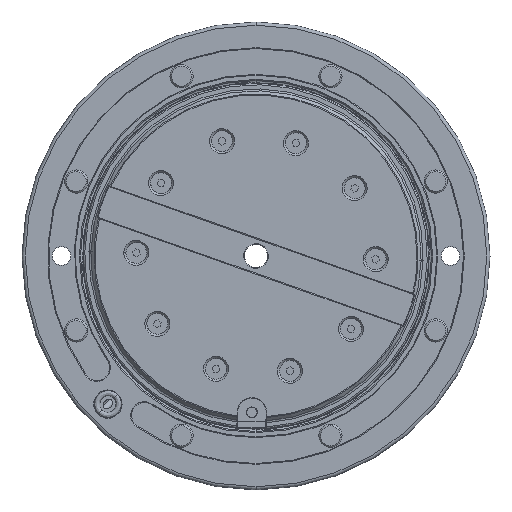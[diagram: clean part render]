
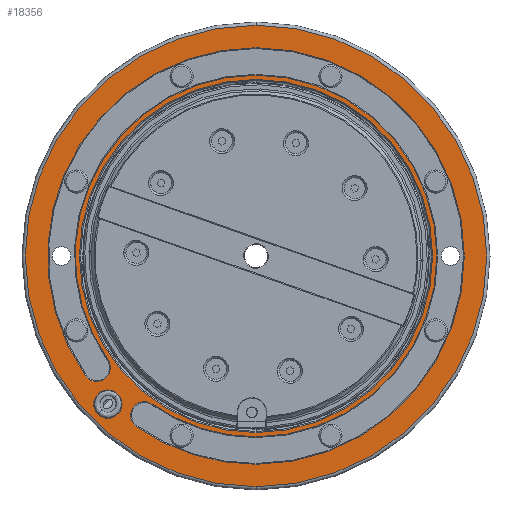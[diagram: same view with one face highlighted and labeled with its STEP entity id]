
A CAD part, left-side view. The second image highlights one B-rep face of the part: STEP entity #18356.
In plain terms, the highlighted planar face has unit normal (-1, 0, 0).
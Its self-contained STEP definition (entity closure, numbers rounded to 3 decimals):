
#20 = EDGE_CURVE ( 'NONE', #4449, #19465, #11757, .T. ) ;
#211 = DIRECTION ( 'NONE',  ( 1., 0., 0. ) ) ;
#219 = DIRECTION ( 'NONE',  ( -1., 0., 0. ) ) ;
#223 = AXIS2_PLACEMENT_3D ( 'NONE', #12498, #3400, #14008 ) ;
#266 = VERTEX_POINT ( 'NONE', #12473 ) ;
#288 = DIRECTION ( 'NONE',  ( 1., 0., 0. ) ) ;
#658 = CIRCLE ( 'NONE', #223, 76.55 ) ;
#709 = DIRECTION ( 'NONE',  ( 1., 0., 0. ) ) ;
#1340 = CARTESIAN_POINT ( 'NONE',  ( -128.535, 108.132, 117.553 ) ) ;
#1377 = CARTESIAN_POINT ( 'NONE',  ( -128.535, 108.132, 112.353 ) ) ;
#1474 = ORIENTED_EDGE ( 'NONE', *, *, #17239, .T. ) ;
#1927 = DIRECTION ( 'NONE',  ( 1., 0., 0. ) ) ;
#2009 = CARTESIAN_POINT ( 'NONE',  ( -128.535, 97.592, 109.294 ) ) ;
#2095 = AXIS2_PLACEMENT_3D ( 'NONE', #5481, #16124, #6991 ) ;
#2187 = CARTESIAN_POINT ( 'NONE',  ( -128.535, 53.685, 172. ) ) ;
#2211 = CARTESIAN_POINT ( 'NONE',  ( -128.535, 53.685, 172. ) ) ;
#2289 = ORIENTED_EDGE ( 'NONE', *, *, #8991, .T. ) ;
#2290 = FACE_BOUND ( 'NONE', #16987, .T. ) ;
#2561 = CARTESIAN_POINT ( 'NONE',  ( -128.535, 53.685, 256.8 ) ) ;
#2562 = EDGE_CURVE ( 'NONE', #15411, #266, #8875, .T. ) ;
#2774 = FACE_BOUND ( 'NONE', #8072, .T. ) ;
#2820 = ORIENTED_EDGE ( 'NONE', *, *, #12358, .T. ) ;
#2874 = DIRECTION ( 'NONE',  ( 0., 0., 1. ) ) ;
#3057 = PLANE ( 'NONE',  #15012 ) ;
#3400 = DIRECTION ( 'NONE',  ( 1., 0., 0. ) ) ;
#3606 = ORIENTED_EDGE ( 'NONE', *, *, #17857, .T. ) ;
#3614 = DIRECTION ( 'NONE',  ( 1., 0., 0. ) ) ;
#3713 = DIRECTION ( 'NONE',  ( 0., 0., 1. ) ) ;
#3735 = DIRECTION ( 'NONE',  ( 0., 0., -1. ) ) ;
#3743 = VERTEX_POINT ( 'NONE', #9719 ) ;
#3940 = CIRCLE ( 'NONE', #9660, 66.45 ) ;
#3942 = VERTEX_POINT ( 'NONE', #1377 ) ;
#4292 = AXIS2_PLACEMENT_3D ( 'NONE', #11009, #1927, #12564 ) ;
#4449 = VERTEX_POINT ( 'NONE', #2561 ) ;
#4569 = DIRECTION ( 'NONE',  ( 0., 0., 1. ) ) ;
#4580 = DIRECTION ( 'NONE',  ( 1., 0., 0. ) ) ;
#4865 = AXIS2_PLACEMENT_3D ( 'NONE', #12723, #3614, #14234 ) ;
#5060 = ORIENTED_EDGE ( 'NONE', *, *, #20, .T. ) ;
#5174 = CIRCLE ( 'NONE', #16919, 5.05 ) ;
#5234 = CARTESIAN_POINT ( 'NONE',  ( -128.535, 53.685, 172. ) ) ;
#5342 = AXIS2_PLACEMENT_3D ( 'NONE', #13626, #19734, #13691 ) ;
#5458 = ORIENTED_EDGE ( 'NONE', *, *, #15749, .T. ) ;
#5481 = CARTESIAN_POINT ( 'NONE',  ( -128.535, 53.685, 172. ) ) ;
#5506 = AXIS2_PLACEMENT_3D ( 'NONE', #9364, #288, #10884 ) ;
#5682 = ORIENTED_EDGE ( 'NONE', *, *, #8161, .T. ) ;
#5739 = CARTESIAN_POINT ( 'NONE',  ( -128.535, 108.118, 133.886 ) ) ;
#5778 = CIRCLE ( 'NONE', #2095, 66.45 ) ;
#6280 = CIRCLE ( 'NONE', #15833, 64.905 ) ;
#6308 = FACE_OUTER_BOUND ( 'NONE', #10772, .T. ) ;
#6346 = CIRCLE ( 'NONE', #9362, 5.05 ) ;
#6721 = ORIENTED_EDGE ( 'NONE', *, *, #19441, .T. ) ;
#6751 = DIRECTION ( 'NONE',  ( 0., 0., 1. ) ) ;
#6779 = CARTESIAN_POINT ( 'NONE',  ( -128.535, 53.685, 87.2 ) ) ;
#6991 = DIRECTION ( 'NONE',  ( 0., 0., 1. ) ) ;
#7012 = ORIENTED_EDGE ( 'NONE', *, *, #14305, .T. ) ;
#7061 = EDGE_CURVE ( 'NONE', #17195, #12724, #17794, .T. ) ;
#7134 = ORIENTED_EDGE ( 'NONE', *, *, #17325, .T. ) ;
#7548 = CARTESIAN_POINT ( 'NONE',  ( -128.535, 139.685, 172. ) ) ;
#8072 = EDGE_LOOP ( 'NONE', ( #2289, #5458 ) ) ;
#8145 = CARTESIAN_POINT ( 'NONE',  ( -128.535, 94.696, 113.431 ) ) ;
#8161 = EDGE_CURVE ( 'NONE', #12724, #9765, #14642, .T. ) ;
#8875 = CIRCLE ( 'NONE', #5506, 64.905 ) ;
#8991 = EDGE_CURVE ( 'NONE', #3743, #3942, #10766, .T. ) ;
#9058 = VERTEX_POINT ( 'NONE', #17529 ) ;
#9060 = CARTESIAN_POINT ( 'NONE',  ( -128.535, 53.685, 95.45 ) ) ;
#9232 = CARTESIAN_POINT ( 'NONE',  ( -128.535, 53.685, 248.55 ) ) ;
#9240 = CIRCLE ( 'NONE', #16127, 5.2 ) ;
#9278 = CARTESIAN_POINT ( 'NONE',  ( -128.535, 94.696, 113.431 ) ) ;
#9284 = CARTESIAN_POINT ( 'NONE',  ( -128.535, 53.685, 172. ) ) ;
#9362 = AXIS2_PLACEMENT_3D ( 'NONE', #8145, #18816, #9683 ) ;
#9364 = CARTESIAN_POINT ( 'NONE',  ( -128.535, 53.685, 172. ) ) ;
#9660 = AXIS2_PLACEMENT_3D ( 'NONE', #5234, #15868, #6751 ) ;
#9683 = DIRECTION ( 'NONE',  ( 0., 0., 1. ) ) ;
#9719 = CARTESIAN_POINT ( 'NONE',  ( -128.535, 108.132, 122.753 ) ) ;
#9765 = VERTEX_POINT ( 'NONE', #9060 ) ;
#9793 = CARTESIAN_POINT ( 'NONE',  ( -128.535, 108.132, 117.553 ) ) ;
#10214 = ORIENTED_EDGE ( 'NONE', *, *, #17168, .T. ) ;
#10644 = AXIS2_PLACEMENT_3D ( 'NONE', #2187, #12816, #3713 ) ;
#10766 = CIRCLE ( 'NONE', #19550, 5.2 ) ;
#10772 = EDGE_LOOP ( 'NONE', ( #5060, #3606 ) ) ;
#10808 = DIRECTION ( 'NONE',  ( 0., 0., 1. ) ) ;
#10816 = DIRECTION ( 'NONE',  ( 0., 0., 1. ) ) ;
#10884 = DIRECTION ( 'NONE',  ( 0., 0., -1. ) ) ;
#11009 = CARTESIAN_POINT ( 'NONE',  ( -128.535, 112.254, 130.989 ) ) ;
#11324 = DIRECTION ( 'NONE',  ( 0., 0., 1. ) ) ;
#11479 = CARTESIAN_POINT ( 'NONE',  ( -128.535, 53.685, 107.095 ) ) ;
#11757 = CIRCLE ( 'NONE', #5342, 84.8 ) ;
#11935 = CARTESIAN_POINT ( 'NONE',  ( -128.535, 53.685, 105.55 ) ) ;
#11956 = DIRECTION ( 'NONE',  ( 1., 0., 0. ) ) ;
#12357 = CARTESIAN_POINT ( 'NONE',  ( -128.535, 116.391, 128.093 ) ) ;
#12358 = EDGE_CURVE ( 'NONE', #13884, #15999, #3940, .T. ) ;
#12473 = CARTESIAN_POINT ( 'NONE',  ( -128.535, 53.685, 236.905 ) ) ;
#12498 = CARTESIAN_POINT ( 'NONE',  ( -128.535, 53.685, 172. ) ) ;
#12564 = DIRECTION ( 'NONE',  ( 0., 0., 1. ) ) ;
#12647 = CIRCLE ( 'NONE', #13919, 66.45 ) ;
#12723 = CARTESIAN_POINT ( 'NONE',  ( -128.535, 53.685, 172. ) ) ;
#12724 = VERTEX_POINT ( 'NONE', #9232 ) ;
#12816 = DIRECTION ( 'NONE',  ( -1., 0., 0. ) ) ;
#12838 = DIRECTION ( 'NONE',  ( 1., 0., 0. ) ) ;
#13626 = CARTESIAN_POINT ( 'NONE',  ( -128.535, 53.685, 172. ) ) ;
#13676 = DIRECTION ( 'NONE',  ( -1., 0., 0. ) ) ;
#13687 = CARTESIAN_POINT ( 'NONE',  ( -128.535, 53.685, 172. ) ) ;
#13691 = DIRECTION ( 'NONE',  ( 0., 0., 1. ) ) ;
#13723 = ORIENTED_EDGE ( 'NONE', *, *, #7061, .T. ) ;
#13884 = VERTEX_POINT ( 'NONE', #11935 ) ;
#13919 = AXIS2_PLACEMENT_3D ( 'NONE', #9284, #219, #10816 ) ;
#13931 = CIRCLE ( 'NONE', #10644, 84.8 ) ;
#14008 = DIRECTION ( 'NONE',  ( 0., 0., 1. ) ) ;
#14160 = EDGE_LOOP ( 'NONE', ( #14517, #13723, #5682, #1474, #7134, #10214, #16986, #2820, #7012 ) ) ;
#14234 = DIRECTION ( 'NONE',  ( 0., 0., 1. ) ) ;
#14305 = EDGE_CURVE ( 'NONE', #15999, #16970, #5778, .T. ) ;
#14403 = FACE_BOUND ( 'NONE', #14160, .T. ) ;
#14517 = ORIENTED_EDGE ( 'NONE', *, *, #17258, .T. ) ;
#14629 = EDGE_CURVE ( 'NONE', #19419, #13884, #12647, .T. ) ;
#14642 = CIRCLE ( 'NONE', #15591, 76.55 ) ;
#15012 = AXIS2_PLACEMENT_3D ( 'NONE', #7548, #13676, #4569 ) ;
#15230 = DIRECTION ( 'NONE',  ( 0., 0., 1. ) ) ;
#15409 = CIRCLE ( 'NONE', #4292, 5.05 ) ;
#15411 = VERTEX_POINT ( 'NONE', #11479 ) ;
#15483 = CARTESIAN_POINT ( 'NONE',  ( -128.535, 53.685, 238.45 ) ) ;
#15591 = AXIS2_PLACEMENT_3D ( 'NONE', #13687, #4580, #15230 ) ;
#15749 = EDGE_CURVE ( 'NONE', #3942, #3743, #9240, .T. ) ;
#15833 = AXIS2_PLACEMENT_3D ( 'NONE', #2211, #12838, #3735 ) ;
#15868 = DIRECTION ( 'NONE',  ( -1., 0., 0. ) ) ;
#15999 = VERTEX_POINT ( 'NONE', #15483 ) ;
#16124 = DIRECTION ( 'NONE',  ( -1., 0., 0. ) ) ;
#16127 = AXIS2_PLACEMENT_3D ( 'NONE', #1340, #11956, #2874 ) ;
#16919 = AXIS2_PLACEMENT_3D ( 'NONE', #9278, #211, #10808 ) ;
#16970 = VERTEX_POINT ( 'NONE', #5739 ) ;
#16986 = ORIENTED_EDGE ( 'NONE', *, *, #14629, .T. ) ;
#16987 = EDGE_LOOP ( 'NONE', ( #6721, #17397 ) ) ;
#17168 = EDGE_CURVE ( 'NONE', #9058, #19419, #5174, .T. ) ;
#17195 = VERTEX_POINT ( 'NONE', #12357 ) ;
#17239 = EDGE_CURVE ( 'NONE', #9765, #19369, #658, .T. ) ;
#17258 = EDGE_CURVE ( 'NONE', #16970, #17195, #15409, .T. ) ;
#17325 = EDGE_CURVE ( 'NONE', #19369, #9058, #6346, .T. ) ;
#17397 = ORIENTED_EDGE ( 'NONE', *, *, #2562, .T. ) ;
#17529 = CARTESIAN_POINT ( 'NONE',  ( -128.535, 94.696, 118.481 ) ) ;
#17794 = CIRCLE ( 'NONE', #4865, 76.55 ) ;
#17857 = EDGE_CURVE ( 'NONE', #19465, #4449, #13931, .T. ) ;
#18356 = ADVANCED_FACE ( 'NONE', ( #6308, #2774, #14403, #2290 ), #3057, .T. ) ;
#18816 = DIRECTION ( 'NONE',  ( 1., 0., 0. ) ) ;
#18824 = CARTESIAN_POINT ( 'NONE',  ( -128.535, 91.799, 117.567 ) ) ;
#19369 = VERTEX_POINT ( 'NONE', #2009 ) ;
#19419 = VERTEX_POINT ( 'NONE', #18824 ) ;
#19441 = EDGE_CURVE ( 'NONE', #266, #15411, #6280, .T. ) ;
#19465 = VERTEX_POINT ( 'NONE', #6779 ) ;
#19550 = AXIS2_PLACEMENT_3D ( 'NONE', #9793, #709, #11324 ) ;
#19734 = DIRECTION ( 'NONE',  ( -1., 0., 0. ) ) ;
